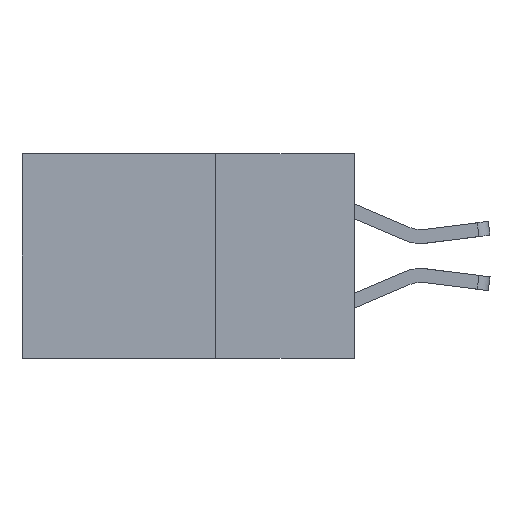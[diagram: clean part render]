
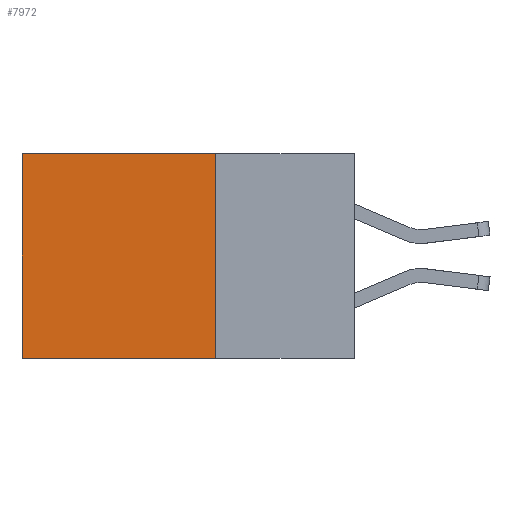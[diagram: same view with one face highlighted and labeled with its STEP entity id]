
A CAD part, left-side view. The second image highlights one B-rep face of the part: STEP entity #7972.
In plain terms, the highlighted planar face has unit normal (-1, 0, 0).
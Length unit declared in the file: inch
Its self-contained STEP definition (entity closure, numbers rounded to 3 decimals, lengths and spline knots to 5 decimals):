
#3 = DIRECTION ( 'NONE',  ( 0., 1., 0. ) ) ;
#306 = EDGE_CURVE ( 'NONE', #9343, #5386, #1226, .T. ) ;
#350 = CARTESIAN_POINT ( 'NONE',  ( 0.298, 0.25, -0.37 ) ) ;
#771 = VECTOR ( 'NONE', #3, 39.37008 ) ;
#847 = EDGE_CURVE ( 'NONE', #8861, #9343, #1248, .T. ) ;
#866 = DIRECTION ( 'NONE',  ( 1., 0., 0. ) ) ;
#1226 = LINE ( 'NONE', #9045, #3458 ) ;
#1248 = LINE ( 'NONE', #8124, #8454 ) ;
#1341 = AXIS2_PLACEMENT_3D ( 'NONE', #3989, #866, #2467 ) ;
#1473 = ORIENTED_EDGE ( 'NONE', *, *, #9889, .F. ) ;
#2001 = CARTESIAN_POINT ( 'NONE',  ( 0.298, 0.6, -0.37 ) ) ;
#2329 = DIRECTION ( 'NONE',  ( 0., 0., -1. ) ) ;
#2467 = DIRECTION ( 'NONE',  ( 0., 0., -1. ) ) ;
#2539 = LINE ( 'NONE', #8631, #5268 ) ;
#3401 = VERTEX_POINT ( 'NONE', #350 ) ;
#3458 = VECTOR ( 'NONE', #3495, 39.37008 ) ;
#3495 = DIRECTION ( 'NONE',  ( 0., 0., -1. ) ) ;
#3683 = EDGE_LOOP ( 'NONE', ( #8030, #9286, #1473, #7873 ) ) ;
#3799 = FACE_OUTER_BOUND ( 'NONE', #3683, .T. ) ;
#3950 = CARTESIAN_POINT ( 'NONE',  ( 0.298, 0.25, -0.37 ) ) ;
#3989 = CARTESIAN_POINT ( 'NONE',  ( 0.298, 0.25, 0. ) ) ;
#4418 = CARTESIAN_POINT ( 'NONE',  ( 0.298, 0.25, 0. ) ) ;
#4859 = PLANE ( 'NONE',  #1341 ) ;
#5268 = VECTOR ( 'NONE', #2329, 39.37008 ) ;
#5386 = VERTEX_POINT ( 'NONE', #2001 ) ;
#5713 = EDGE_CURVE ( 'NONE', #3401, #5386, #9122, .T. ) ;
#6644 = CARTESIAN_POINT ( 'NONE',  ( 0.298, 0.6, 0. ) ) ;
#7873 = ORIENTED_EDGE ( 'NONE', *, *, #847, .T. ) ;
#7972 = ADVANCED_FACE ( 'NONE', ( #3799 ), #4859, .F. ) ;
#8030 = ORIENTED_EDGE ( 'NONE', *, *, #306, .T. ) ;
#8124 = CARTESIAN_POINT ( 'NONE',  ( 0.298, 0.25, 0. ) ) ;
#8454 = VECTOR ( 'NONE', #8934, 39.37008 ) ;
#8631 = CARTESIAN_POINT ( 'NONE',  ( 0.298, 0.25, 0. ) ) ;
#8861 = VERTEX_POINT ( 'NONE', #4418 ) ;
#8934 = DIRECTION ( 'NONE',  ( 0., 1., 0. ) ) ;
#9045 = CARTESIAN_POINT ( 'NONE',  ( 0.298, 0.6, 0. ) ) ;
#9122 = LINE ( 'NONE', #3950, #771 ) ;
#9286 = ORIENTED_EDGE ( 'NONE', *, *, #5713, .F. ) ;
#9343 = VERTEX_POINT ( 'NONE', #6644 ) ;
#9889 = EDGE_CURVE ( 'NONE', #8861, #3401, #2539, .T. ) ;
